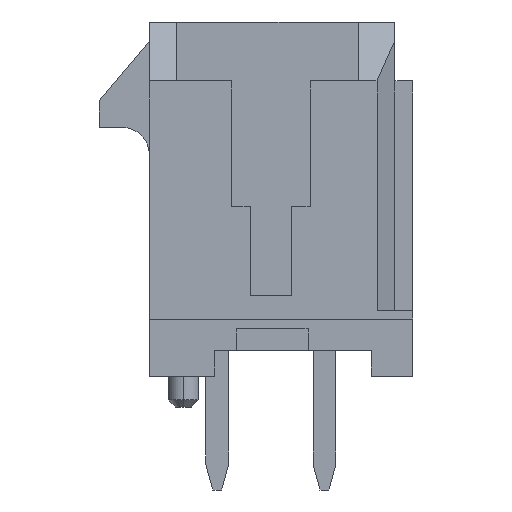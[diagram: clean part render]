
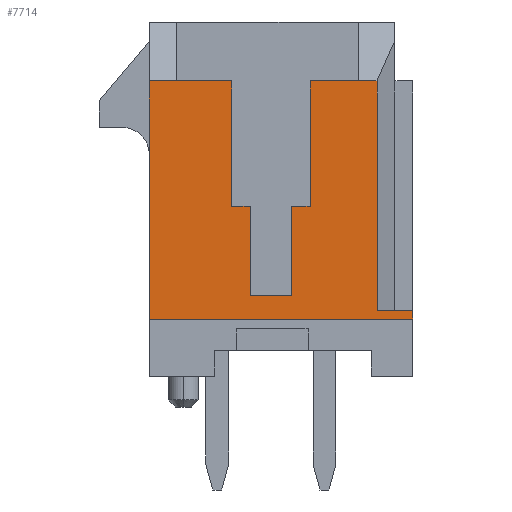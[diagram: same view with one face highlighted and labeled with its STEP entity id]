
A CAD part, left-side view. The second image highlights one B-rep face of the part: STEP entity #7714.
In plain terms, the highlighted planar face has unit normal (-1, 0, 0).
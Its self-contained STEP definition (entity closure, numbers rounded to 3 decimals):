
#1=DIRECTION('',(0.,0.,-1.));
#2=VECTOR('',#1,3.5);
#3=CARTESIAN_POINT('',(-15.325,-1.1,3.3));
#4=LINE('',#3,#2);
#5=DIRECTION('',(0.,1.,0.));
#6=VECTOR('',#5,1.35);
#7=CARTESIAN_POINT('',(-15.325,-2.45,3.3));
#8=LINE('',#7,#6);
#9=DIRECTION('',(0.,-1.,0.));
#10=VECTOR('',#9,0.52);
#11=CARTESIAN_POINT('',(-15.325,-2.45,3.3));
#12=LINE('',#11,#10);
#13=DIRECTION('',(0.,0.,-1.));
#14=VECTOR('',#13,6.41);
#15=CARTESIAN_POINT('',(-15.325,-2.97,3.3));
#16=LINE('',#15,#14);
#17=DIRECTION('',(0.,0.,-1.));
#18=VECTOR('',#17,0.25);
#19=CARTESIAN_POINT('',(-15.325,-3.97,-3.11));
#20=LINE('',#19,#18);
#21=DIRECTION('',(0.,1.,0.));
#22=VECTOR('',#21,7.37);
#23=CARTESIAN_POINT('',(-15.325,-3.97,-3.36));
#24=LINE('',#23,#22);
#25=DIRECTION('',(0.,0.,1.));
#26=VECTOR('',#25,6.66);
#27=CARTESIAN_POINT('',(-15.325,3.4,-3.36));
#28=LINE('',#27,#26);
#29=DIRECTION('',(0.,-1.,0.));
#30=VECTOR('',#29,0.76);
#31=CARTESIAN_POINT('',(-15.325,3.4,3.3));
#32=LINE('',#31,#30);
#33=DIRECTION('',(0.,1.,0.));
#34=VECTOR('',#33,1.54);
#35=CARTESIAN_POINT('',(-15.325,1.1,3.3));
#36=LINE('',#35,#34);
#37=DIRECTION('',(0.,0.,-1.));
#38=VECTOR('',#37,3.5);
#39=CARTESIAN_POINT('',(-15.325,1.1,3.3));
#40=LINE('',#39,#38);
#41=DIRECTION('',(0.,1.,0.));
#42=VECTOR('',#41,0.525);
#43=CARTESIAN_POINT('',(-15.325,0.575,-0.2));
#44=LINE('',#43,#42);
#45=DIRECTION('',(0.,0.,1.));
#46=VECTOR('',#45,2.5);
#47=CARTESIAN_POINT('',(-15.325,0.575,-2.7));
#48=LINE('',#47,#46);
#49=DIRECTION('',(0.,1.,0.));
#50=VECTOR('',#49,1.15);
#51=CARTESIAN_POINT('',(-15.325,-0.575,-2.7));
#52=LINE('',#51,#50);
#53=DIRECTION('',(0.,0.,-1.));
#54=VECTOR('',#53,2.5);
#55=CARTESIAN_POINT('',(-15.325,-0.575,-0.2));
#56=LINE('',#55,#54);
#57=DIRECTION('',(0.,1.,0.));
#58=VECTOR('',#57,0.525);
#59=CARTESIAN_POINT('',(-15.325,-1.1,-0.2));
#60=LINE('',#59,#58);
#2923=DIRECTION('',(0.,1.,0.));
#2924=VECTOR('',#2923,1.);
#2925=CARTESIAN_POINT('',(-15.325,-3.97,-3.11));
#2926=LINE('',#2925,#2924);
#5804=CARTESIAN_POINT('',(-15.325,3.4,3.3));
#5806=VERTEX_POINT('',#5804);
#5853=CARTESIAN_POINT('',(-15.325,-3.97,-3.11));
#5854=CARTESIAN_POINT('',(-15.325,-2.97,-3.11));
#5855=VERTEX_POINT('',#5853);
#5856=VERTEX_POINT('',#5854);
#5861=CARTESIAN_POINT('',(-15.325,2.64,3.3));
#5862=VERTEX_POINT('',#5861);
#5863=CARTESIAN_POINT('',(-15.325,-2.45,3.3));
#5864=VERTEX_POINT('',#5863);
#6113=CARTESIAN_POINT('',(-15.325,-1.1,3.3));
#6114=CARTESIAN_POINT('',(-15.325,-1.1,-0.2));
#6115=VERTEX_POINT('',#6113);
#6116=VERTEX_POINT('',#6114);
#6117=CARTESIAN_POINT('',(-15.325,-0.575,-0.2));
#6118=VERTEX_POINT('',#6117);
#6119=CARTESIAN_POINT('',(-15.325,-0.575,-2.7));
#6120=VERTEX_POINT('',#6119);
#6121=CARTESIAN_POINT('',(-15.325,0.575,-2.7));
#6122=VERTEX_POINT('',#6121);
#6123=CARTESIAN_POINT('',(-15.325,0.575,-0.2));
#6124=VERTEX_POINT('',#6123);
#6125=CARTESIAN_POINT('',(-15.325,1.1,-0.2));
#6126=VERTEX_POINT('',#6125);
#6127=CARTESIAN_POINT('',(-15.325,1.1,3.3));
#6128=VERTEX_POINT('',#6127);
#7497=CARTESIAN_POINT('',(-15.325,-3.97,-3.36));
#7498=CARTESIAN_POINT('',(-15.325,3.4,-3.36));
#7499=VERTEX_POINT('',#7497);
#7500=VERTEX_POINT('',#7498);
#7565=CARTESIAN_POINT('',(-15.325,-2.97,3.3));
#7566=VERTEX_POINT('',#7565);
#7675=CARTESIAN_POINT('',(-15.325,0.,0.));
#7676=DIRECTION('',(1.,0.,0.));
#7677=DIRECTION('',(0.,0.,-1.));
#7678=AXIS2_PLACEMENT_3D('',#7675,#7676,#7677);
#7679=PLANE('',#7678);
#7681=ORIENTED_EDGE('',*,*,#7680,.F.);
#7683=ORIENTED_EDGE('',*,*,#7682,.F.);
#7685=ORIENTED_EDGE('',*,*,#7684,.T.);
#7687=ORIENTED_EDGE('',*,*,#7686,.T.);
#7689=ORIENTED_EDGE('',*,*,#7688,.F.);
#7691=ORIENTED_EDGE('',*,*,#7690,.T.);
#7693=ORIENTED_EDGE('',*,*,#7692,.T.);
#7695=ORIENTED_EDGE('',*,*,#7694,.T.);
#7697=ORIENTED_EDGE('',*,*,#7696,.T.);
#7699=ORIENTED_EDGE('',*,*,#7698,.F.);
#7701=ORIENTED_EDGE('',*,*,#7700,.T.);
#7703=ORIENTED_EDGE('',*,*,#7702,.F.);
#7705=ORIENTED_EDGE('',*,*,#7704,.F.);
#7707=ORIENTED_EDGE('',*,*,#7706,.F.);
#7709=ORIENTED_EDGE('',*,*,#7708,.F.);
#7711=ORIENTED_EDGE('',*,*,#7710,.F.);
#7712=EDGE_LOOP('',(#7681,#7683,#7685,#7687,#7689,#7691,#7693,#7695,#7697,#7699,
#7701,#7703,#7705,#7707,#7709,#7711));
#7713=FACE_OUTER_BOUND('',#7712,.F.);
#7714=ADVANCED_FACE('',(#7713),#7679,.F.);
#7680=EDGE_CURVE('',#6115,#6116,#4,.T.);
#7682=EDGE_CURVE('',#5864,#6115,#8,.T.);
#7684=EDGE_CURVE('',#5864,#7566,#12,.T.);
#7686=EDGE_CURVE('',#7566,#5856,#16,.T.);
#7688=EDGE_CURVE('',#5855,#5856,#2926,.T.);
#7690=EDGE_CURVE('',#5855,#7499,#20,.T.);
#7692=EDGE_CURVE('',#7499,#7500,#24,.T.);
#7694=EDGE_CURVE('',#7500,#5806,#28,.T.);
#7696=EDGE_CURVE('',#5806,#5862,#32,.T.);
#7698=EDGE_CURVE('',#6128,#5862,#36,.T.);
#7700=EDGE_CURVE('',#6128,#6126,#40,.T.);
#7702=EDGE_CURVE('',#6124,#6126,#44,.T.);
#7704=EDGE_CURVE('',#6122,#6124,#48,.T.);
#7706=EDGE_CURVE('',#6120,#6122,#52,.T.);
#7708=EDGE_CURVE('',#6118,#6120,#56,.T.);
#7710=EDGE_CURVE('',#6116,#6118,#60,.T.);
